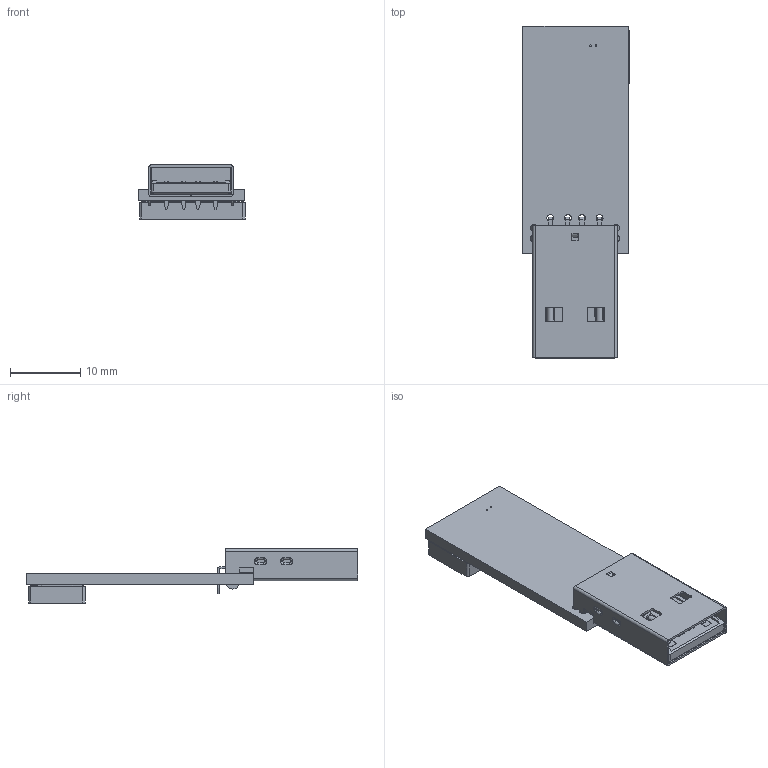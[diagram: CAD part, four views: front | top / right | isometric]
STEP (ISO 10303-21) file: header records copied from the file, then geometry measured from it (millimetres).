
FILE_DESCRIPTION(('KiCad electronic assembly'),'2;1');
FILE_NAME('USB-Audio-PCM2906.step','2021-01-11T16:26:57',('An Author'),( 'A Company'),'Open CASCADE STEP processor 6.9', 'KiCad to STEP converter','Unknown');
FILE_SCHEMA(('AUTOMOTIVE_DESIGN { 1 0 10303 214 1 1 1 1 }'));
Length unit declared in the file: millimetre
Products named in the file (6): Open CASCADE STEP translator 6.9 1; CUI_DEVICES_UP2-AH-1-TH; SOLID; SP-1508; COMPOUND
Assembly tree (5 placements, depth 3):
  Open CASCADE STEP translator 6.9 1
    CUI_DEVICES_UP2-AH-1-TH
      SOLID
    SP-1508
      SOLID
    COMPOUND
Bounding box: 15.1 x 47.2 x 7.7 mm (x, y, z)
Volume: 1742.6 mm3; surface area: 3358.7 mm2
Topology: 3 solids, 3 shells, 466 faces, 1290 edges, 833 vertices
Faces by surface type: plane 241, cylinder 169, sphere 26, bspline 16, torus 10, revolution 4
Full cylindrical faces by diameter (mm): 0.025 x2, 0.254 x2, 0.991 x4, 1 x4, 1.194 x2
Entity records: 36476 total; most frequent: CARTESIAN_POINT 8777, DIRECTION 4736, LINE 2902, VECTOR 2902, ORIENTED_EDGE 2546, PCURVE 2546, DEFINITIONAL_REPRESENTATION 2546, EDGE_CURVE 1273
